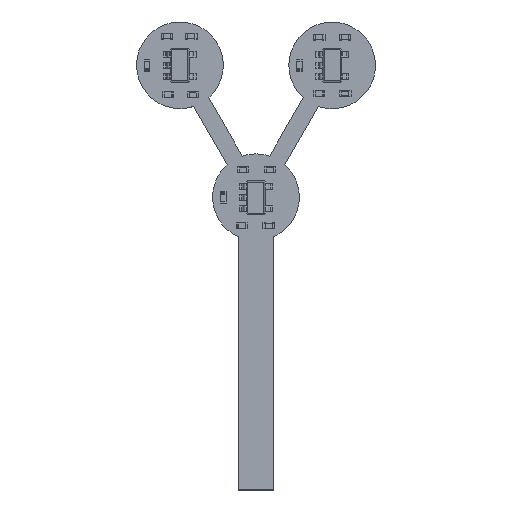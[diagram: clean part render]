
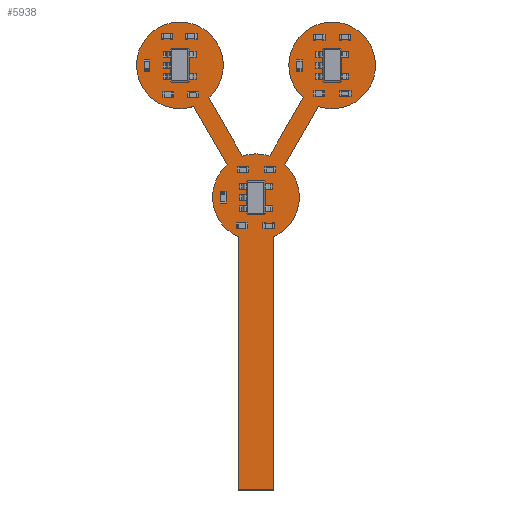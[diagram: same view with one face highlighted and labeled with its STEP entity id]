
A CAD part, top view. The second image highlights one B-rep face of the part: STEP entity #5938.
In plain terms, the highlighted planar face has unit normal (0, 0, 1).
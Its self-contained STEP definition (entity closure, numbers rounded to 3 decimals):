
#5415 = VERTEX_POINT('',#5416);
#5416 = CARTESIAN_POINT('',(150.539,-72.763,0.2));
#5422 = EDGE_CURVE('',#5415,#5423,#5425,.T.);
#5423 = VERTEX_POINT('',#5424);
#5424 = CARTESIAN_POINT('',(152.023,-73.571,0.2));
#5425 = CIRCLE('',#5426,3.702);
#5426 = AXIS2_PLACEMENT_3D('',#5427,#5428,#5429);
#5427 = CARTESIAN_POINT('',(153.005,-70.002,0.2));
#5428 = DIRECTION('',(0.,-0.,-1.));
#5429 = DIRECTION('',(-0.666,-0.746,0.));
#5455 = EDGE_CURVE('',#5423,#5456,#5458,.T.);
#5456 = VERTEX_POINT('',#5457);
#5457 = CARTESIAN_POINT('',(151.838,-73.513,0.2));
#5458 = LINE('',#5459,#5460);
#5459 = CARTESIAN_POINT('',(152.023,-73.571,0.2));
#5460 = VECTOR('',#5461,1.);
#5461 = DIRECTION('',(-0.953,0.302,0.));
#5486 = EDGE_CURVE('',#5456,#5487,#5489,.T.);
#5487 = VERTEX_POINT('',#5488);
#5488 = CARTESIAN_POINT('',(148.961,-78.495,0.2));
#5489 = LINE('',#5490,#5491);
#5490 = CARTESIAN_POINT('',(151.838,-73.513,0.2));
#5491 = VECTOR('',#5492,1.);
#5492 = DIRECTION('',(-0.5,-0.866,0.));
#5517 = EDGE_CURVE('',#5487,#5518,#5520,.T.);
#5518 = VERTEX_POINT('',#5519);
#5519 = CARTESIAN_POINT('',(148.177,-84.559,0.2));
#5520 = CIRCLE('',#5521,3.7);
#5521 = AXIS2_PLACEMENT_3D('',#5522,#5523,#5524);
#5522 = CARTESIAN_POINT('',(146.503,-81.26,0.2));
#5523 = DIRECTION('',(0.,0.,-1.));
#5524 = DIRECTION('',(0.664,0.747,0.));
#5550 = EDGE_CURVE('',#5518,#5551,#5553,.T.);
#5551 = VERTEX_POINT('',#5552);
#5552 = CARTESIAN_POINT('',(148.,-84.64,0.2));
#5553 = LINE('',#5554,#5555);
#5554 = CARTESIAN_POINT('',(148.177,-84.559,0.2));
#5555 = VECTOR('',#5556,1.);
#5556 = DIRECTION('',(-0.909,-0.417,0.));
#5581 = EDGE_CURVE('',#5551,#5582,#5584,.T.);
#5582 = VERTEX_POINT('',#5583);
#5583 = CARTESIAN_POINT('',(148.,-106.258,0.2));
#5584 = LINE('',#5585,#5586);
#5585 = CARTESIAN_POINT('',(148.,-84.64,0.2));
#5586 = VECTOR('',#5587,1.);
#5587 = DIRECTION('',(0.,-1.,0.));
#5612 = EDGE_CURVE('',#5582,#5613,#5615,.T.);
#5613 = VERTEX_POINT('',#5614);
#5614 = CARTESIAN_POINT('',(145.,-106.258,0.2));
#5615 = LINE('',#5616,#5617);
#5616 = CARTESIAN_POINT('',(148.,-106.258,0.2));
#5617 = VECTOR('',#5618,1.);
#5618 = DIRECTION('',(-1.,0.,0.));
#5643 = EDGE_CURVE('',#5613,#5644,#5646,.T.);
#5644 = VERTEX_POINT('',#5645);
#5645 = CARTESIAN_POINT('',(145.,-84.64,0.2));
#5646 = LINE('',#5647,#5648);
#5647 = CARTESIAN_POINT('',(145.,-106.258,0.2));
#5648 = VECTOR('',#5649,1.);
#5649 = DIRECTION('',(0.,1.,0.));
#5674 = EDGE_CURVE('',#5644,#5675,#5677,.T.);
#5675 = VERTEX_POINT('',#5676);
#5676 = CARTESIAN_POINT('',(143.895,-78.626,0.2));
#5677 = CIRCLE('',#5678,3.7);
#5678 = AXIS2_PLACEMENT_3D('',#5679,#5680,#5681);
#5679 = CARTESIAN_POINT('',(146.497,-81.257,0.2));
#5680 = DIRECTION('',(0.,0.,-1.));
#5681 = DIRECTION('',(-0.405,-0.915,-0.));
#5707 = EDGE_CURVE('',#5675,#5708,#5710,.T.);
#5708 = VERTEX_POINT('',#5709);
#5709 = CARTESIAN_POINT('',(144.039,-78.495,0.2));
#5710 = LINE('',#5711,#5712);
#5711 = CARTESIAN_POINT('',(143.895,-78.626,0.2));
#5712 = VECTOR('',#5713,1.);
#5713 = DIRECTION('',(0.738,0.675,0.));
#5738 = EDGE_CURVE('',#5708,#5739,#5741,.T.);
#5739 = VERTEX_POINT('',#5740);
#5740 = CARTESIAN_POINT('',(141.162,-73.513,0.2));
#5741 = LINE('',#5742,#5743);
#5742 = CARTESIAN_POINT('',(144.039,-78.495,0.2));
#5743 = VECTOR('',#5744,1.);
#5744 = DIRECTION('',(-0.5,0.866,0.));
#5769 = EDGE_CURVE('',#5739,#5770,#5772,.T.);
#5770 = VERTEX_POINT('',#5771);
#5771 = CARTESIAN_POINT('',(142.604,-72.632,0.2));
#5772 = CIRCLE('',#5773,3.702);
#5773 = AXIS2_PLACEMENT_3D('',#5774,#5775,#5776);
#5774 = CARTESIAN_POINT('',(140.005,-69.996,0.2));
#5775 = DIRECTION('',(0.,0.,-1.));
#5776 = DIRECTION('',(0.313,-0.95,0.));
#5802 = EDGE_CURVE('',#5770,#5803,#5805,.T.);
#5803 = VERTEX_POINT('',#5804);
#5804 = CARTESIAN_POINT('',(142.461,-72.763,0.2));
#5805 = LINE('',#5806,#5807);
#5806 = CARTESIAN_POINT('',(142.604,-72.632,0.2));
#5807 = VECTOR('',#5808,1.);
#5808 = DIRECTION('',(-0.738,-0.675,0.));
#5833 = EDGE_CURVE('',#5803,#5834,#5836,.T.);
#5834 = VERTEX_POINT('',#5835);
#5835 = CARTESIAN_POINT('',(145.338,-77.745,0.2));
#5836 = LINE('',#5837,#5838);
#5837 = CARTESIAN_POINT('',(142.461,-72.763,0.2));
#5838 = VECTOR('',#5839,1.);
#5839 = DIRECTION('',(0.5,-0.866,0.));
#5864 = EDGE_CURVE('',#5834,#5865,#5867,.T.);
#5865 = VERTEX_POINT('',#5866);
#5866 = CARTESIAN_POINT('',(147.662,-77.745,0.2));
#5867 = CIRCLE('',#5868,3.7);
#5868 = AXIS2_PLACEMENT_3D('',#5869,#5870,#5871);
#5869 = CARTESIAN_POINT('',(146.5,-81.258,0.2));
#5870 = DIRECTION('',(0.,0.,-1.));
#5871 = DIRECTION('',(-0.314,0.949,0.));
#5897 = EDGE_CURVE('',#5865,#5415,#5898,.T.);
#5898 = LINE('',#5899,#5900);
#5899 = CARTESIAN_POINT('',(147.662,-77.745,0.2));
#5900 = VECTOR('',#5901,1.);
#5901 = DIRECTION('',(0.5,0.866,0.));
#5938 = ADVANCED_FACE('',(#5939),#5957,.T.);
#5939 = FACE_BOUND('',#5940,.F.);
#5940 = EDGE_LOOP('',(#5941,#5942,#5943,#5944,#5945,#5946,#5947,#5948,
    #5949,#5950,#5951,#5952,#5953,#5954,#5955,#5956));
#5941 = ORIENTED_EDGE('',*,*,#5422,.T.);
#5942 = ORIENTED_EDGE('',*,*,#5455,.T.);
#5943 = ORIENTED_EDGE('',*,*,#5486,.T.);
#5944 = ORIENTED_EDGE('',*,*,#5517,.T.);
#5945 = ORIENTED_EDGE('',*,*,#5550,.T.);
#5946 = ORIENTED_EDGE('',*,*,#5581,.T.);
#5947 = ORIENTED_EDGE('',*,*,#5612,.T.);
#5948 = ORIENTED_EDGE('',*,*,#5643,.T.);
#5949 = ORIENTED_EDGE('',*,*,#5674,.T.);
#5950 = ORIENTED_EDGE('',*,*,#5707,.T.);
#5951 = ORIENTED_EDGE('',*,*,#5738,.T.);
#5952 = ORIENTED_EDGE('',*,*,#5769,.T.);
#5953 = ORIENTED_EDGE('',*,*,#5802,.T.);
#5954 = ORIENTED_EDGE('',*,*,#5833,.T.);
#5955 = ORIENTED_EDGE('',*,*,#5864,.T.);
#5956 = ORIENTED_EDGE('',*,*,#5897,.T.);
#5957 = PLANE('',#5958);
#5958 = AXIS2_PLACEMENT_3D('',#5959,#5960,#5961);
#5959 = CARTESIAN_POINT('',(0.,0.,0.2));
#5960 = DIRECTION('',(0.,0.,1.));
#5961 = DIRECTION('',(1.,0.,-0.));
